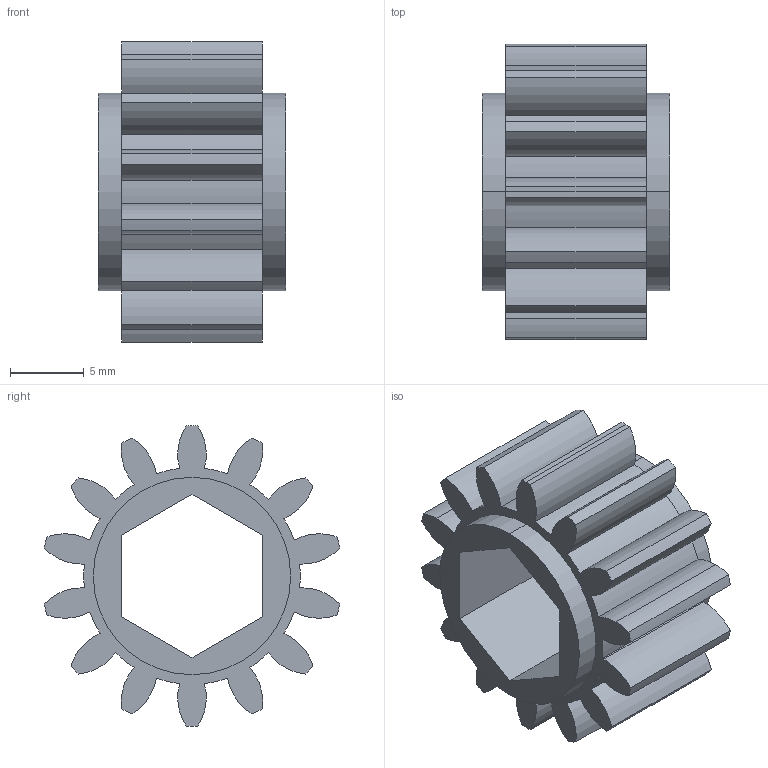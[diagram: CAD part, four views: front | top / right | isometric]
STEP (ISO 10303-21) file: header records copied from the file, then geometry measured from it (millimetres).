
FILE_DESCRIPTION (( 'STEP AP214' ), '1' );
FILE_NAME ('am-3484 14T 20dp 375hex 375 FW.STEP', '2016-11-04T21:00:42', ( '' ), ( '' ), 'SwSTEP 2.0', 'SolidWorks 2014', '' );
FILE_SCHEMA (( 'AUTOMOTIVE_DESIGN' ));
Length unit declared in the file: inch
Products named in the file (1): am-3484 14T 20dp 375hex 375 FW
Bounding box: 12.7 x 19.97 x 20.32 mm (x, y, z)
Volume: 1669.5 mm3; surface area: 1982.6 mm2
Topology: 1 solids, 1 shells, 75 faces, 213 edges, 142 vertices
Faces by surface type: cylinder 65, plane 10
Entity records: 2561 total; most frequent: DIRECTION 495, CARTESIAN_POINT 431, ORIENTED_EDGE 426, EDGE_CURVE 213, AXIS2_PLACEMENT_3D 206, VERTEX_POINT 142, CIRCLE 130, LINE 83
